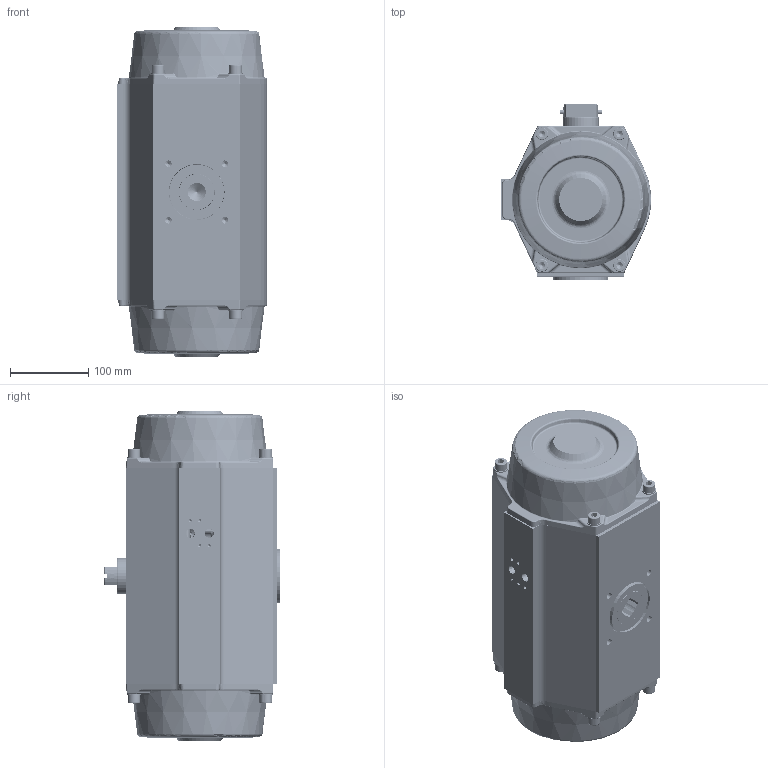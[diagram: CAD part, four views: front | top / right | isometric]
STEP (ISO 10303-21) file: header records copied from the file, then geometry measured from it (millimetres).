
FILE_DESCRIPTION((''),'2;1');
FILE_NAME('RD5130010000000.stp','2011-10-31T11:42:01',('ggavali'),(''),'Autodesk Inventor 2008','Autodesk Inventor 2008','');
FILE_SCHEMA(('AUTOMOTIVE_DESIGN { 1 0 10303 214 1 1 1 1 }'));
Length unit declared in the file: millimetre
Products named in the file (25): RD5130010000000; RG1F0A3AD000G0; RW1F0A5ADV22G0; PBLAG313010ZR1; PBLAG313010ZR0; MBLAG313010ZR0; 7460047-01; 7460075-01; 63216046; 63216062; 61111070; 7250189-01; 7460077-10; PBKOD5130000; MBKOD5130000; RK1F0A5A01; 625170133; 6330502; 625170510; PBDEK5130000; RD2F0A5A0100R0; 63213174; 61636106; 60599621; 7180001
Assembly tree (35 placements, depth 5):
  RD5130010000000
    RG1F0A3AD000G0
    RW1F0A5ADV22G0
    PBLAG313010ZR1
      PBLAG313010ZR0
        MBLAG313010ZR0
          7460047-01
          7460075-01
          63216046  x2
          63216062  x2
        61111070
        7250189-01
      7460077-10
    PBKOD5130000  x2
      MBKOD5130000
        RK1F0A5A01
        625170133
        6330502
      625170510
    PBDEK5130000  x2
      RD2F0A5A0100R0
      63213174
      61636106
      60599621
    7180001  x2
Bounding box: 192 x 223.9 x 420 mm (x, y, z)
Volume: 5384468.5 mm3; surface area: 1131873.4 mm2
Topology: 41 solids, 41 shells, 4684 faces, 11159 edges, 6398 vertices
Faces by surface type: bspline 2169, cylinder 1014, plane 763, torus 370, cone 280, sphere 88
Full cylindrical faces by diameter (mm): 3 x2, 6.1 x2, 7.5 x1, 10 x8, 10.5 x8, 16 x8, 18 x8, 28.4 x1, 46 x8, 53.3 x4, 63.7 x4, 65.6 x1, 66 x1, 67 x1, 70 x11, 78 x1, 84 x1, 153.3 x2, 153.5 x2, 161 x4, 163.7 x6, 163.8 x2, 164 x3
Entity records: 179465 total; most frequent: CARTESIAN_POINT 129299, ORIENTED_EDGE 11192, DIRECTION 9211, EDGE_CURVE 5596, AXIS2_PLACEMENT_3D 3923, VERTEX_POINT 3362, EDGE_LOOP 2702, FACE_OUTER_BOUND 2458
